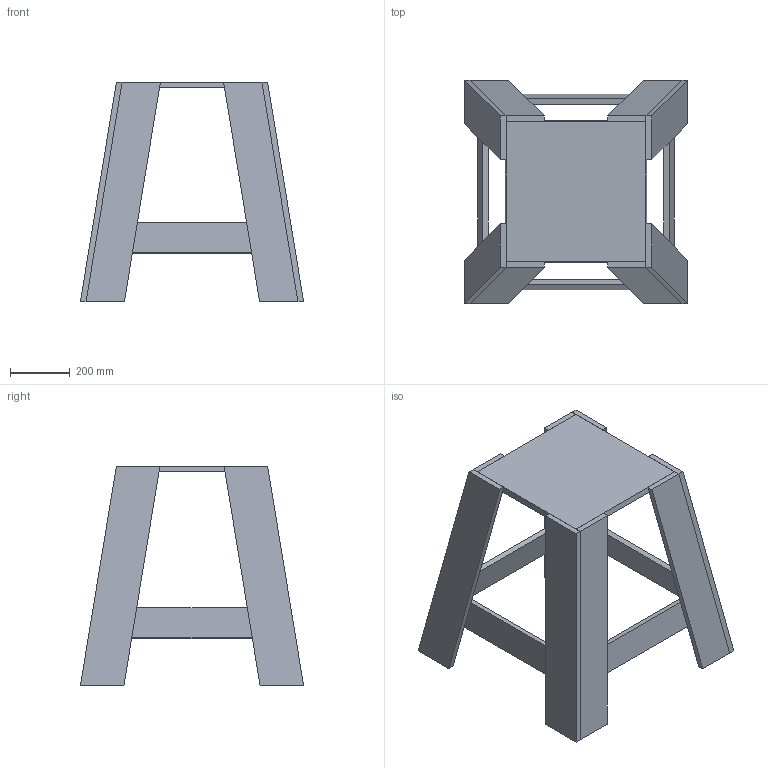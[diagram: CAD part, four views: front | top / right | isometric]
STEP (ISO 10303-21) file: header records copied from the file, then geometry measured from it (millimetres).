
FILE_DESCRIPTION(/* description */ (''),/* implementation_level */ '2;1');
FILE_NAME(/* name */ 'Radial Arm Saw Base and Top.step',/* time_stamp */ '2026-01-04T15:39:56-06:00',/* author */ (''),/* organization */ (''),/* preprocessor_version */ 'ST-DEVELOPER v20.1',/* originating_system */ 'Autodesk Translation Framework v14.21.0.0',/* authorisation */ '');
FILE_SCHEMA (('AUTOMOTIVE_DESIGN { 1 0 10303 214 3 1 1 }'));
Length unit declared in the file: inch
Products named in the file (14): Radial Arm Saw Base and Top; Base Top; Front Left Leg; Left Front Let; Front Left Leg(Mirror); Left Front Let(Mirror); Front/Rear Brace; Front Left Leg(Mirror) (1); Left Front Let(Mirror) (1); Front Left Leg(Mirror)(Mirror); Left Front Let(Mirror)(Mirror); Front/Rear Brace(Mirror); Left/Right Side Brace; Left/Right Side Brace(Mirror)
Assembly tree (13 placements, depth 2):
  Radial Arm Saw Base and Top
    Base Top
    Front Left Leg
    Left Front Let
    Front Left Leg(Mirror)
    Left Front Let(Mirror)
    Front/Rear Brace
    Front Left Leg(Mirror) (1)
    Left Front Let(Mirror) (1)
    Front Left Leg(Mirror)(Mirror)
    Left Front Let(Mirror)(Mirror)
    Front/Rear Brace(Mirror)
    Left/Right Side Brace
    Left/Right Side Brace(Mirror)
Bounding box: 749.3 x 749.3 x 736.6 mm (x, y, z)
Volume: 24497413.1 mm3; surface area: 3009882.3 mm2
Topology: 13 solids, 13 shells, 78 faces, 156 edges, 104 vertices
Faces by surface type: plane 78
Entity records: 2419 total; most frequent: DIRECTION 366, CARTESIAN_POINT 365, ORIENTED_EDGE 312, LINE 156, VECTOR 156, EDGE_CURVE 156, AXIS2_PLACEMENT_3D 105, VERTEX_POINT 104
